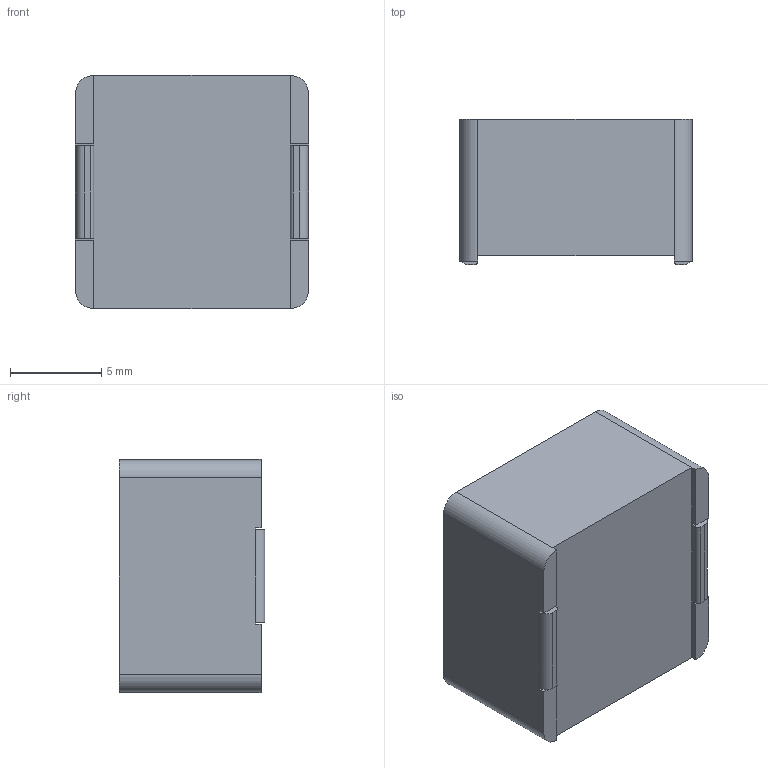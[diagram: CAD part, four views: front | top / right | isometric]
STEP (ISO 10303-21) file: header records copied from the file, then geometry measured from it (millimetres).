
FILE_DESCRIPTION (( 'STEP AP214' ), '1' );
FILE_NAME ('EC46AA20-4BBC-480E-B65C-354569C5FA3E.STEP', '2023-06-03T15:35:52', ( '' ), ( '' ), 'SwSTEP 2.0', 'SolidWorks 2022', '' );
FILE_SCHEMA (( 'AUTOMOTIVE_DESIGN' ));
Length unit declared in the file: millimetre
Products named in the file (1): EC46AA20-4BBC-480E-B65C-354569C5FA3E
Bounding box: 12.8 x 8 x 12.8 mm (x, y, z)
Volume: 1183.8 mm3; surface area: 776.6 mm2
Topology: 1 solids, 1 shells, 59 faces, 151 edges, 96 vertices
Faces by surface type: plane 28, cylinder 21, bspline 10
Entity records: 2200 total; most frequent: CARTESIAN_POINT 661, ORIENTED_EDGE 302, DIRECTION 277, EDGE_CURVE 151, VERTEX_POINT 96, AXIS2_PLACEMENT_3D 96, LINE 85, VECTOR 85
